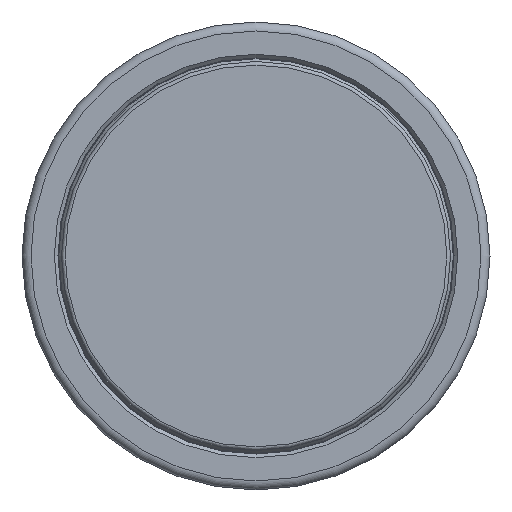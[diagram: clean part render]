
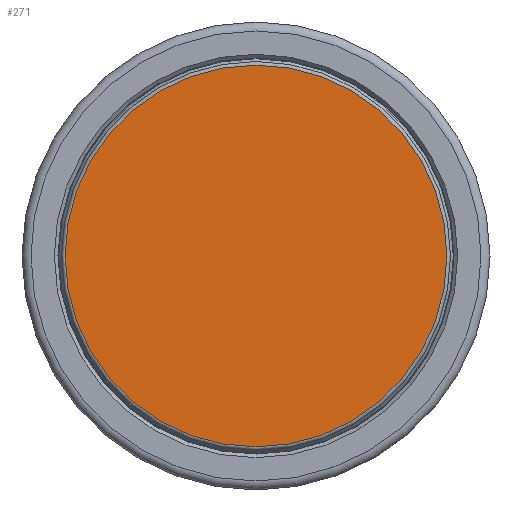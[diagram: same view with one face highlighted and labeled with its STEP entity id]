
A CAD part, top view. The second image highlights one B-rep face of the part: STEP entity #271.
In plain terms, the highlighted planar face has unit normal (0, 0, 1).
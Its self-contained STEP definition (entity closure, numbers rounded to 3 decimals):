
#271 = ADVANCED_FACE( '', ( #654 ), #655, .F. );
#654 = FACE_OUTER_BOUND( '', #2082, .T. );
#655 = PLANE( '', #2083 );
#2082 = EDGE_LOOP( '', ( #3881 ) );
#2083 = AXIS2_PLACEMENT_3D( '', #3882, #3883, #3884 );
#3881 = ORIENTED_EDGE( '', *, *, #4928, .T. );
#3882 = CARTESIAN_POINT( '', ( 10.8, 0., 90. ) );
#3883 = DIRECTION( '', ( 0., 0., -1. ) );
#3884 = DIRECTION( '', ( 1., 0., 0. ) );
#4928 = EDGE_CURVE( '', #5531, #5531, #5532, .F. );
#5531 = VERTEX_POINT( '', #7322 );
#5532 = CIRCLE( '', #7323, 10.6 );
#7322 = CARTESIAN_POINT( '', ( 10.6, 0., 90. ) );
#7323 = AXIS2_PLACEMENT_3D( '', #8715, #8716, #8717 );
#8715 = CARTESIAN_POINT( '', ( 0., 0., 90. ) );
#8716 = DIRECTION( '', ( 0., 0., -1. ) );
#8717 = DIRECTION( '', ( 1., 0., 0. ) );
